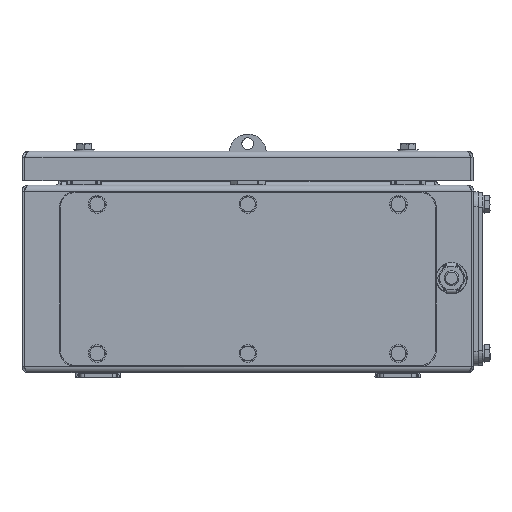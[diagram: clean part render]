
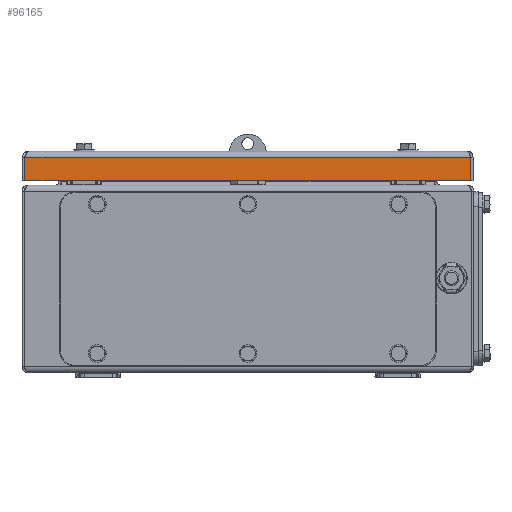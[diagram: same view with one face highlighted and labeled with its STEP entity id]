
A CAD part, left-side view. The second image highlights one B-rep face of the part: STEP entity #96165.
In plain terms, the highlighted planar face has unit normal (-1, 0, 0).
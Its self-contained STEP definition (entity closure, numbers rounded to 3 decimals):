
#96138=AXIS2_PLACEMENT_3D('Plane Axis2P3D',#96135,#96136,#96137) ;
#95642=CARTESIAN_POINT('Vertex',(41.,314.99,149.5)) ;
#95645=CARTESIAN_POINT('Line Origine',(41.,-138.022,149.5)) ;
#95649=CARTESIAN_POINT('Vertex',(41.,13.01,149.5)) ;
#96135=CARTESIAN_POINT('Axis2P3D Location',(41.,164.,153.5)) ;
#96140=CARTESIAN_POINT('Line Origine',(41.,314.99,141.5)) ;
#96144=CARTESIAN_POINT('Vertex',(41.,314.99,133.5)) ;
#96147=CARTESIAN_POINT('Line Origine',(41.,164.,133.5)) ;
#96151=CARTESIAN_POINT('Vertex',(41.,13.01,133.5)) ;
#96154=CARTESIAN_POINT('Line Origine',(41.,13.01,141.5)) ;
#95646=DIRECTION('Vector Direction',(0.,1.,0.)) ;
#96136=DIRECTION('Axis2P3D Direction',(-1.,0.,0.)) ;
#96137=DIRECTION('Axis2P3D XDirection',(0.,0.,-1.)) ;
#96141=DIRECTION('Vector Direction',(0.,0.,-1.)) ;
#96148=DIRECTION('Vector Direction',(0.,1.,0.)) ;
#96155=DIRECTION('Vector Direction',(0.,0.,-1.)) ;
#95647=VECTOR('Line Direction',#95646,1.) ;
#96142=VECTOR('Line Direction',#96141,1.) ;
#96149=VECTOR('Line Direction',#96148,1.) ;
#96156=VECTOR('Line Direction',#96155,1.) ;
#96160=ORIENTED_EDGE('',*,*,#95651,.T.) ;
#96161=ORIENTED_EDGE('',*,*,#96146,.T.) ;
#96162=ORIENTED_EDGE('',*,*,#96153,.F.) ;
#96163=ORIENTED_EDGE('',*,*,#96158,.F.) ;
#96165=ADVANCED_FACE('40798_ASM_DE_KTB_MH_406x406-1/40798_DE_KTB_MH_406x406-1-solid1',(#96164),#96139,.T.) ;
#95651=EDGE_CURVE('',#95650,#95643,#95648,.T.) ;
#96146=EDGE_CURVE('',#95643,#96145,#96143,.T.) ;
#96153=EDGE_CURVE('',#96152,#96145,#96150,.T.) ;
#96158=EDGE_CURVE('',#95650,#96152,#96157,.T.) ;
#96159=EDGE_LOOP('',(#96160,#96161,#96162,#96163)) ;
#96164=FACE_OUTER_BOUND('',#96159,.T.) ;
#95648=LINE('Line',#95645,#95647) ;
#96143=LINE('Line',#96140,#96142) ;
#96150=LINE('Line',#96147,#96149) ;
#96157=LINE('Line',#96154,#96156) ;
#96139=PLANE('',#96138) ;
#95643=VERTEX_POINT('',#95642) ;
#95650=VERTEX_POINT('',#95649) ;
#96145=VERTEX_POINT('',#96144) ;
#96152=VERTEX_POINT('',#96151) ;
